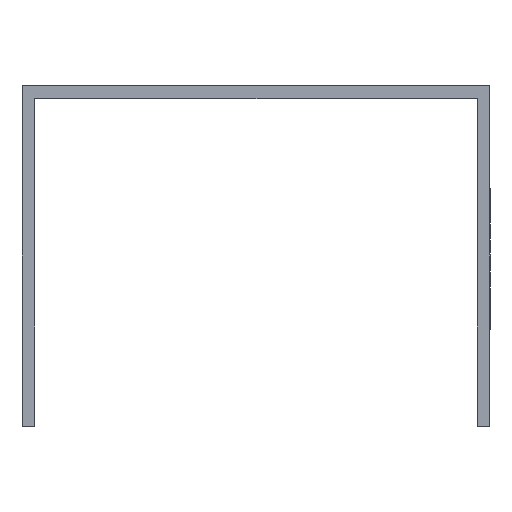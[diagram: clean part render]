
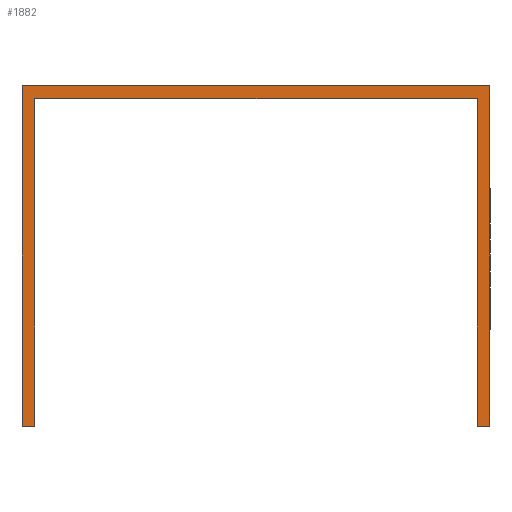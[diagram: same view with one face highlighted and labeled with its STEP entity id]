
A CAD part, front view. The second image highlights one B-rep face of the part: STEP entity #1882.
In plain terms, the highlighted planar face has unit normal (0, -1, 0).
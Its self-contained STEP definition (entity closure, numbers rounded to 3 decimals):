
#25 = CARTESIAN_POINT ( 'NONE',  ( -26., -2500., -1.5 ) ) ;
#330 = DIRECTION ( 'NONE',  ( 0., 0., -1. ) ) ;
#374 = ORIENTED_EDGE ( 'NONE', *, *, #541, .T. ) ;
#541 = EDGE_CURVE ( 'NONE', #5571, #21122, #13153, .T. ) ;
#1882 = ADVANCED_FACE ( 'NONE', ( #7134 ), #20893, .T. ) ;
#2426 = CARTESIAN_POINT ( 'NONE',  ( -25.5, -2500., -40. ) ) ;
#3152 = EDGE_CURVE ( 'NONE', #16550, #12452, #18608, .T. ) ;
#3481 = EDGE_CURVE ( 'NONE', #31695, #24849, #11592, .T. ) ;
#3893 = CARTESIAN_POINT ( 'NONE',  ( 27.5, -2500., -40. ) ) ;
#4101 = VECTOR ( 'NONE', #28917, 1000. ) ;
#4505 = CARTESIAN_POINT ( 'NONE',  ( -27.5, -2500., -40. ) ) ;
#5187 = CARTESIAN_POINT ( 'NONE',  ( -27.5, -2500., 0. ) ) ;
#5494 = LINE ( 'NONE', #26375, #29836 ) ;
#5571 = VERTEX_POINT ( 'NONE', #32507 ) ;
#6109 = VERTEX_POINT ( 'NONE', #8173 ) ;
#6733 = EDGE_CURVE ( 'NONE', #12452, #24849, #10610, .T. ) ;
#7134 = FACE_OUTER_BOUND ( 'NONE', #13135, .T. ) ;
#7677 = CARTESIAN_POINT ( 'NONE',  ( -27.5, -2500., -2. ) ) ;
#8043 = ORIENTED_EDGE ( 'NONE', *, *, #3152, .F. ) ;
#8077 = VECTOR ( 'NONE', #24745, 1000. ) ;
#8173 = CARTESIAN_POINT ( 'NONE',  ( 26., -2500., -1.5 ) ) ;
#9529 = CARTESIAN_POINT ( 'NONE',  ( -27.5, -2500., 0. ) ) ;
#10360 = AXIS2_PLACEMENT_3D ( 'NONE', #12336, #28988, #29859 ) ;
#10610 = LINE ( 'NONE', #25477, #25107 ) ;
#10705 = ORIENTED_EDGE ( 'NONE', *, *, #20947, .T. ) ;
#11592 = LINE ( 'NONE', #32734, #23603 ) ;
#11907 = DIRECTION ( 'NONE',  ( 0., 0., -1. ) ) ;
#11937 = EDGE_CURVE ( 'NONE', #6109, #31695, #5494, .T. ) ;
#11985 = ORIENTED_EDGE ( 'NONE', *, *, #26022, .T. ) ;
#12336 = CARTESIAN_POINT ( 'NONE',  ( 25.5, -2500., -2. ) ) ;
#12452 = VERTEX_POINT ( 'NONE', #33962 ) ;
#13135 = EDGE_LOOP ( 'NONE', ( #17891, #8043, #11985, #10705, #374, #29825, #23654, #17549 ) ) ;
#13153 = LINE ( 'NONE', #13218, #17314 ) ;
#13218 = CARTESIAN_POINT ( 'NONE',  ( -26., -2500., -40. ) ) ;
#13753 = DIRECTION ( 'NONE',  ( 1., 0., 0. ) ) ;
#14752 = EDGE_CURVE ( 'NONE', #21122, #6109, #25279, .T. ) ;
#16035 = DIRECTION ( 'NONE',  ( 1., 0., 0. ) ) ;
#16550 = VERTEX_POINT ( 'NONE', #9529 ) ;
#17314 = VECTOR ( 'NONE', #23442, 1000. ) ;
#17549 = ORIENTED_EDGE ( 'NONE', *, *, #3481, .T. ) ;
#17891 = ORIENTED_EDGE ( 'NONE', *, *, #6733, .F. ) ;
#18608 = LINE ( 'NONE', #5187, #4101 ) ;
#18786 = CARTESIAN_POINT ( 'NONE',  ( -27.5, -2500., -1.5 ) ) ;
#18881 = CARTESIAN_POINT ( 'NONE',  ( 26., -2500., -40. ) ) ;
#20893 = PLANE ( 'NONE',  #10360 ) ;
#20947 = EDGE_CURVE ( 'NONE', #26273, #5571, #21593, .T. ) ;
#21122 = VERTEX_POINT ( 'NONE', #25 ) ;
#21593 = LINE ( 'NONE', #2426, #35131 ) ;
#23391 = LINE ( 'NONE', #7677, #8077 ) ;
#23442 = DIRECTION ( 'NONE',  ( 0., 0., 1. ) ) ;
#23603 = VECTOR ( 'NONE', #13753, 1000. ) ;
#23654 = ORIENTED_EDGE ( 'NONE', *, *, #11937, .T. ) ;
#24745 = DIRECTION ( 'NONE',  ( 0., 0., -1. ) ) ;
#24849 = VERTEX_POINT ( 'NONE', #3893 ) ;
#25107 = VECTOR ( 'NONE', #11907, 1000. ) ;
#25279 = LINE ( 'NONE', #18786, #28278 ) ;
#25477 = CARTESIAN_POINT ( 'NONE',  ( 27.5, -2500., 0. ) ) ;
#26022 = EDGE_CURVE ( 'NONE', #16550, #26273, #23391, .T. ) ;
#26273 = VERTEX_POINT ( 'NONE', #4505 ) ;
#26375 = CARTESIAN_POINT ( 'NONE',  ( 26., -2500., 0. ) ) ;
#28278 = VECTOR ( 'NONE', #16035, 1000. ) ;
#28917 = DIRECTION ( 'NONE',  ( 1., 0., 0. ) ) ;
#28949 = DIRECTION ( 'NONE',  ( 1., 0., 0. ) ) ;
#28988 = DIRECTION ( 'NONE',  ( 0., -1., 0. ) ) ;
#29825 = ORIENTED_EDGE ( 'NONE', *, *, #14752, .T. ) ;
#29836 = VECTOR ( 'NONE', #330, 1000. ) ;
#29859 = DIRECTION ( 'NONE',  ( 0., 0., -1. ) ) ;
#31695 = VERTEX_POINT ( 'NONE', #18881 ) ;
#32507 = CARTESIAN_POINT ( 'NONE',  ( -26., -2500., -40. ) ) ;
#32734 = CARTESIAN_POINT ( 'NONE',  ( 25.5, -2500., -40. ) ) ;
#33962 = CARTESIAN_POINT ( 'NONE',  ( 27.5, -2500., 0. ) ) ;
#35131 = VECTOR ( 'NONE', #28949, 1000. ) ;
